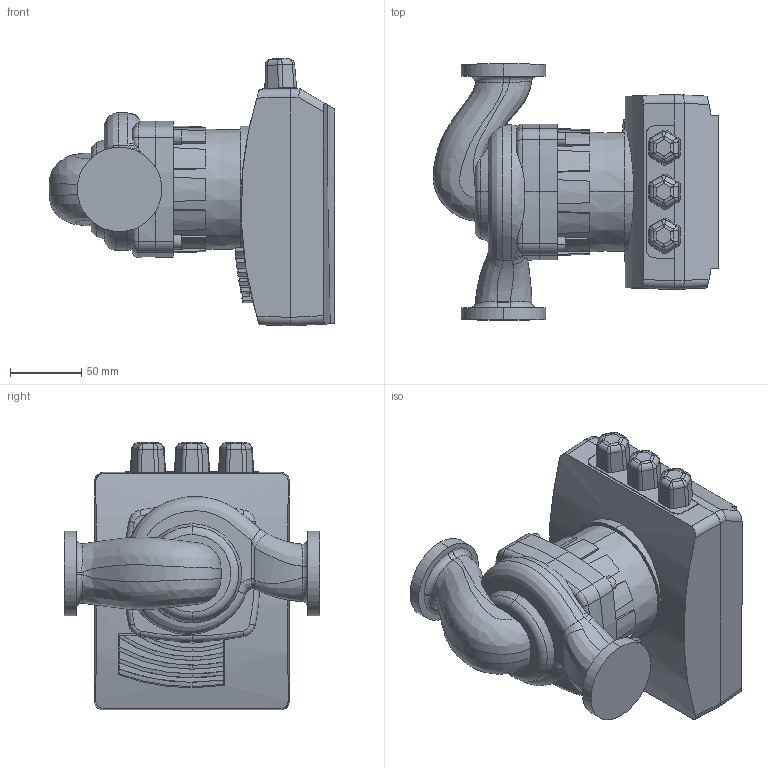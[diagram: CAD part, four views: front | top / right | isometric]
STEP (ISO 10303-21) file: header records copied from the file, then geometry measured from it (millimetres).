
FILE_DESCRIPTION (( 'STEP AP203' ), '1' );
FILE_NAME ('AW15-2.STEP', '2010-11-02T12:34:21', ( ' ' ), ( '' ), 'SwSTEP 2.0', 'SolidWorks 2008', '' );
FILE_SCHEMA (( 'CONFIG_CONTROL_DESIGN' ));
Length unit declared in the file: millimetre
Products named in the file (3): Motor kompl_Standard; TD-0015361_Standard; AW15-2
Assembly tree (2 placements, depth 2):
  AW15-2
    Motor kompl_Standard
    TD-0015361_Standard
Bounding box: 200.85 x 180 x 188.32 mm (x, y, z)
Volume: 2278848.2 mm3; surface area: 183392.4 mm2
Topology: 4 solids, 4 shells, 482 faces, 1222 edges, 773 vertices
Faces by surface type: plane 193, cylinder 167, bspline 79, cone 17, torus 14, sphere 12
Entity records: 23833 total; most frequent: CARTESIAN_POINT 12891, ORIENTED_EDGE 2444, DIRECTION 1957, EDGE_CURVE 1222, VERTEX_POINT 773, AXIS2_PLACEMENT_3D 702, VECTOR 553, LINE 553
